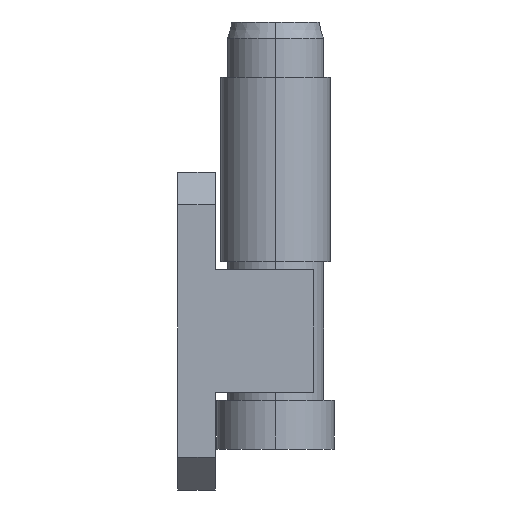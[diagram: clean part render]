
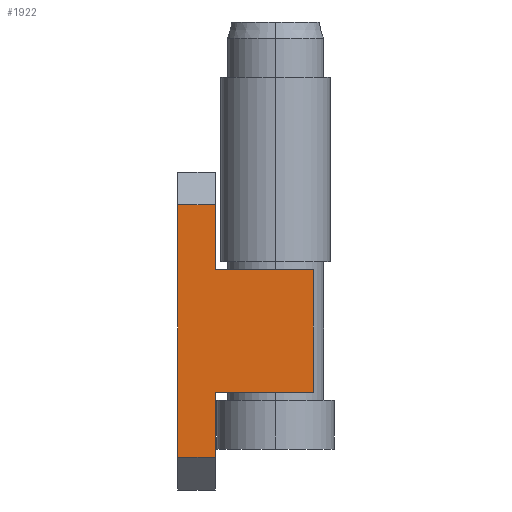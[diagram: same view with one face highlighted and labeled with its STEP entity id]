
A CAD part, left-side view. The second image highlights one B-rep face of the part: STEP entity #1922.
In plain terms, the highlighted planar face has unit normal (-1, 0, 0).
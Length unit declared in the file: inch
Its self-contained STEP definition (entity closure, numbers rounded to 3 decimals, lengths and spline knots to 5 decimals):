
#60 = CARTESIAN_POINT ( 'NONE',  ( 0., 0., -0.0375 ) ) ;
#182 = EDGE_LOOP ( 'NONE', ( #2376, #1853, #497, #529, #986, #1194, #845, #2441 ) ) ;
#185 = EDGE_CURVE ( 'NONE', #1585, #1844, #1201, .T. ) ;
#193 = LINE ( 'NONE', #583, #784 ) ;
#221 = CARTESIAN_POINT ( 'NONE',  ( 0., 0.06, 0.0775 ) ) ;
#450 = LINE ( 'NONE', #60, #2085 ) ;
#497 = ORIENTED_EDGE ( 'NONE', *, *, #973, .F. ) ;
#525 = EDGE_CURVE ( 'NONE', #2447, #2620, #193, .T. ) ;
#529 = ORIENTED_EDGE ( 'NONE', *, *, #2065, .T. ) ;
#547 = LINE ( 'NONE', #968, #834 ) ;
#572 = CARTESIAN_POINT ( 'NONE',  ( 0., 0.06, 0.0375 ) ) ;
#576 = DIRECTION ( 'NONE',  ( 0., -1., 0. ) ) ;
#578 = EDGE_CURVE ( 'NONE', #2620, #2641, #1845, .T. ) ;
#583 = CARTESIAN_POINT ( 'NONE',  ( 0., 0.06, 0.0375 ) ) ;
#777 = VERTEX_POINT ( 'NONE', #1967 ) ;
#784 = VECTOR ( 'NONE', #2612, 39.37008 ) ;
#813 = CARTESIAN_POINT ( 'NONE',  ( 0., 0.06, 0.0975 ) ) ;
#834 = VECTOR ( 'NONE', #957, 39.37008 ) ;
#845 = ORIENTED_EDGE ( 'NONE', *, *, #578, .F. ) ;
#945 = AXIS2_PLACEMENT_3D ( 'NONE', #1783, #1796, #983 ) ;
#957 = DIRECTION ( 'NONE',  ( 0., 0., 1. ) ) ;
#968 = CARTESIAN_POINT ( 'NONE',  ( 0., 0.083, -0.0975 ) ) ;
#973 = EDGE_CURVE ( 'NONE', #1981, #1844, #547, .T. ) ;
#983 = DIRECTION ( 'NONE',  ( 0., 0., 1. ) ) ;
#986 = ORIENTED_EDGE ( 'NONE', *, *, #2029, .F. ) ;
#1194 = ORIENTED_EDGE ( 'NONE', *, *, #1463, .F. ) ;
#1201 = LINE ( 'NONE', #1633, #2434 ) ;
#1271 = DIRECTION ( 'NONE',  ( 0., 1., 0. ) ) ;
#1452 = CARTESIAN_POINT ( 'NONE',  ( 0., 0.06, -0.0775 ) ) ;
#1463 = EDGE_CURVE ( 'NONE', #2641, #2231, #450, .T. ) ;
#1529 = CARTESIAN_POINT ( 'NONE',  ( 0., 0., 0.0375 ) ) ;
#1578 = CARTESIAN_POINT ( 'NONE',  ( 0., 0., -0.0375 ) ) ;
#1585 = VERTEX_POINT ( 'NONE', #221 ) ;
#1633 = CARTESIAN_POINT ( 'NONE',  ( 0., 0.083, 0.0775 ) ) ;
#1639 = CARTESIAN_POINT ( 'NONE',  ( 0., 0.083, -0.0775 ) ) ;
#1643 = CARTESIAN_POINT ( 'NONE',  ( 0., 0., 0.0375 ) ) ;
#1746 = CARTESIAN_POINT ( 'NONE',  ( 0., 0.06, -0.0375 ) ) ;
#1771 = VECTOR ( 'NONE', #576, 39.37008 ) ;
#1783 = CARTESIAN_POINT ( 'NONE',  ( 0., 0., 0. ) ) ;
#1796 = DIRECTION ( 'NONE',  ( -1., 0., 0. ) ) ;
#1810 = LINE ( 'NONE', #1452, #1771 ) ;
#1827 = DIRECTION ( 'NONE',  ( 0., 0., -1. ) ) ;
#1844 = VERTEX_POINT ( 'NONE', #2582 ) ;
#1845 = LINE ( 'NONE', #1643, #2650 ) ;
#1853 = ORIENTED_EDGE ( 'NONE', *, *, #185, .T. ) ;
#1922 = ADVANCED_FACE ( 'NONE', ( #2371 ), #2008, .T. ) ;
#1967 = CARTESIAN_POINT ( 'NONE',  ( 0., 0.06, -0.0775 ) ) ;
#1981 = VERTEX_POINT ( 'NONE', #1639 ) ;
#2008 = PLANE ( 'NONE',  #945 ) ;
#2029 = EDGE_CURVE ( 'NONE', #2231, #777, #2066, .T. ) ;
#2065 = EDGE_CURVE ( 'NONE', #1981, #777, #1810, .T. ) ;
#2066 = LINE ( 'NONE', #2637, #2334 ) ;
#2085 = VECTOR ( 'NONE', #1271, 39.37008 ) ;
#2210 = VECTOR ( 'NONE', #2220, 39.37008 ) ;
#2220 = DIRECTION ( 'NONE',  ( 0., 0., -1. ) ) ;
#2231 = VERTEX_POINT ( 'NONE', #1746 ) ;
#2334 = VECTOR ( 'NONE', #1827, 39.37008 ) ;
#2371 = FACE_OUTER_BOUND ( 'NONE', #182, .T. ) ;
#2376 = ORIENTED_EDGE ( 'NONE', *, *, #2442, .F. ) ;
#2434 = VECTOR ( 'NONE', #2487, 39.37008 ) ;
#2441 = ORIENTED_EDGE ( 'NONE', *, *, #525, .F. ) ;
#2442 = EDGE_CURVE ( 'NONE', #1585, #2447, #2676, .T. ) ;
#2447 = VERTEX_POINT ( 'NONE', #572 ) ;
#2487 = DIRECTION ( 'NONE',  ( 0., 1., 0. ) ) ;
#2582 = CARTESIAN_POINT ( 'NONE',  ( 0., 0.083, 0.0775 ) ) ;
#2612 = DIRECTION ( 'NONE',  ( 0., -1., 0. ) ) ;
#2620 = VERTEX_POINT ( 'NONE', #1529 ) ;
#2625 = DIRECTION ( 'NONE',  ( 0., 0., -1. ) ) ;
#2637 = CARTESIAN_POINT ( 'NONE',  ( 0., 0.06, -0.0375 ) ) ;
#2641 = VERTEX_POINT ( 'NONE', #1578 ) ;
#2650 = VECTOR ( 'NONE', #2625, 39.37008 ) ;
#2676 = LINE ( 'NONE', #813, #2210 ) ;
